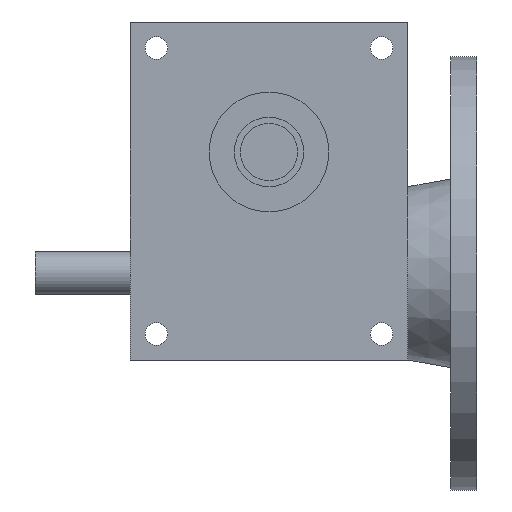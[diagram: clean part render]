
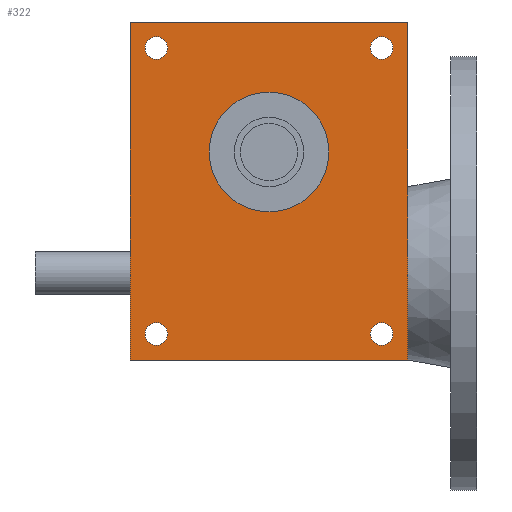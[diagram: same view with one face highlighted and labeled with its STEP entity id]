
A CAD part, front view. The second image highlights one B-rep face of the part: STEP entity #322.
In plain terms, the highlighted planar face has unit normal (0, -1, 0).
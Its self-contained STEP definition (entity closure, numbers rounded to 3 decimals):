
#322 = ADVANCED_FACE( '', ( #742, #743, #744, #745, #746, #747 ), #748, .F. );
#742 = FACE_BOUND( '', #1385, .T. );
#743 = FACE_BOUND( '', #1386, .T. );
#744 = FACE_BOUND( '', #1387, .T. );
#745 = FACE_BOUND( '', #1388, .T. );
#746 = FACE_BOUND( '', #1389, .T. );
#747 = FACE_OUTER_BOUND( '', #1390, .T. );
#748 = PLANE( '', #1391 );
#1385 = EDGE_LOOP( '', ( #2058 ) );
#1386 = EDGE_LOOP( '', ( #2059 ) );
#1387 = EDGE_LOOP( '', ( #2060 ) );
#1388 = EDGE_LOOP( '', ( #2061 ) );
#1389 = EDGE_LOOP( '', ( #2062 ) );
#1390 = EDGE_LOOP( '', ( #2063, #2064, #2065, #2066 ) );
#1391 = AXIS2_PLACEMENT_3D( '', #2067, #2068, #2069 );
#2058 = ORIENTED_EDGE( '', *, *, #3460, .T. );
#2059 = ORIENTED_EDGE( '', *, *, #3411, .T. );
#2060 = ORIENTED_EDGE( '', *, *, #3461, .T. );
#2061 = ORIENTED_EDGE( '', *, *, #3423, .T. );
#2062 = ORIENTED_EDGE( '', *, *, #3462, .T. );
#2063 = ORIENTED_EDGE( '', *, *, #3463, .T. );
#2064 = ORIENTED_EDGE( '', *, *, #3464, .F. );
#2065 = ORIENTED_EDGE( '', *, *, #3465, .F. );
#2066 = ORIENTED_EDGE( '', *, *, #3466, .T. );
#2067 = CARTESIAN_POINT( '', ( -80., -60., 97.5 ) );
#2068 = DIRECTION( '', ( 0., 1., 0. ) );
#2069 = DIRECTION( '', ( 0., 0., 1. ) );
#3411 = EDGE_CURVE( '', #3957, #3957, #3958, .T. );
#3423 = EDGE_CURVE( '', #3975, #3975, #3976, .T. );
#3460 = EDGE_CURVE( '', #4041, #4041, #4042, .T. );
#3461 = EDGE_CURVE( '', #4043, #4043, #4044, .T. );
#3462 = EDGE_CURVE( '', #4045, #4045, #4046, .T. );
#3463 = EDGE_CURVE( '', #4047, #4048, #4049, .T. );
#3464 = EDGE_CURVE( '', #4050, #4048, #4051, .T. );
#3465 = EDGE_CURVE( '', #4052, #4050, #4053, .T. );
#3466 = EDGE_CURVE( '', #4052, #4047, #4054, .T. );
#3957 = VERTEX_POINT( '', #4768 );
#3958 = CIRCLE( '', #4769, 6.5 );
#3975 = VERTEX_POINT( '', #4786 );
#3976 = CIRCLE( '', #4787, 6.5 );
#4041 = VERTEX_POINT( '', #4875 );
#4042 = CIRCLE( '', #4876, 6.5 );
#4043 = VERTEX_POINT( '', #4877 );
#4044 = CIRCLE( '', #4878, 6.5 );
#4045 = VERTEX_POINT( '', #4879 );
#4046 = CIRCLE( '', #4880, 34.5 );
#4047 = VERTEX_POINT( '', #4881 );
#4048 = VERTEX_POINT( '', #4882 );
#4049 = LINE( '', #4883, #4884 );
#4050 = VERTEX_POINT( '', #4885 );
#4051 = LINE( '', #4886, #4887 );
#4052 = VERTEX_POINT( '', #4888 );
#4053 = LINE( '', #4889, #4890 );
#4054 = LINE( '', #4891, #4892 );
#4768 = CARTESIAN_POINT( '', ( -58.5, -60., 82.5 ) );
#4769 = AXIS2_PLACEMENT_3D( '', #5872, #5873, #5874 );
#4786 = CARTESIAN_POINT( '', ( 71.5, -60., -82.5 ) );
#4787 = AXIS2_PLACEMENT_3D( '', #5893, #5894, #5895 );
#4875 = CARTESIAN_POINT( '', ( 71.5, -60., 82.5 ) );
#4876 = AXIS2_PLACEMENT_3D( '', #5934, #5935, #5936 );
#4877 = CARTESIAN_POINT( '', ( -58.5, -60., -82.5 ) );
#4878 = AXIS2_PLACEMENT_3D( '', #5937, #5938, #5939 );
#4879 = CARTESIAN_POINT( '', ( 34.5, -60., 22.5 ) );
#4880 = AXIS2_PLACEMENT_3D( '', #5940, #5941, #5942 );
#4881 = CARTESIAN_POINT( '', ( -80., -60., -97.5 ) );
#4882 = CARTESIAN_POINT( '', ( 80., -60., -97.5 ) );
#4883 = CARTESIAN_POINT( '', ( -80., -60., -97.5 ) );
#4884 = VECTOR( '', #5943, 1000. );
#4885 = CARTESIAN_POINT( '', ( 80., -60., 97.5 ) );
#4886 = CARTESIAN_POINT( '', ( 80., -60., 97.5 ) );
#4887 = VECTOR( '', #5944, 1000. );
#4888 = CARTESIAN_POINT( '', ( -80., -60., 97.5 ) );
#4889 = CARTESIAN_POINT( '', ( -80., -60., 97.5 ) );
#4890 = VECTOR( '', #5945, 1000. );
#4891 = CARTESIAN_POINT( '', ( -80., -60., 97.5 ) );
#4892 = VECTOR( '', #5946, 1000. );
#5872 = CARTESIAN_POINT( '', ( -65., -60., 82.5 ) );
#5873 = DIRECTION( '', ( 0., 1., 0. ) );
#5874 = DIRECTION( '', ( 1., 0., 0. ) );
#5893 = CARTESIAN_POINT( '', ( 65., -60., -82.5 ) );
#5894 = DIRECTION( '', ( 0., 1., 0. ) );
#5895 = DIRECTION( '', ( 1., 0., 0. ) );
#5934 = CARTESIAN_POINT( '', ( 65., -60., 82.5 ) );
#5935 = DIRECTION( '', ( 0., 1., 0. ) );
#5936 = DIRECTION( '', ( 1., 0., 0. ) );
#5937 = CARTESIAN_POINT( '', ( -65., -60., -82.5 ) );
#5938 = DIRECTION( '', ( 0., 1., 0. ) );
#5939 = DIRECTION( '', ( 1., 0., 0. ) );
#5940 = CARTESIAN_POINT( '', ( 0., -60., 22.5 ) );
#5941 = DIRECTION( '', ( 0., 1., 0. ) );
#5942 = DIRECTION( '', ( 1., 0., 0. ) );
#5943 = DIRECTION( '', ( 1., 0., 0. ) );
#5944 = DIRECTION( '', ( 0., 0., -1. ) );
#5945 = DIRECTION( '', ( 1., 0., 0. ) );
#5946 = DIRECTION( '', ( 0., 0., -1. ) );
